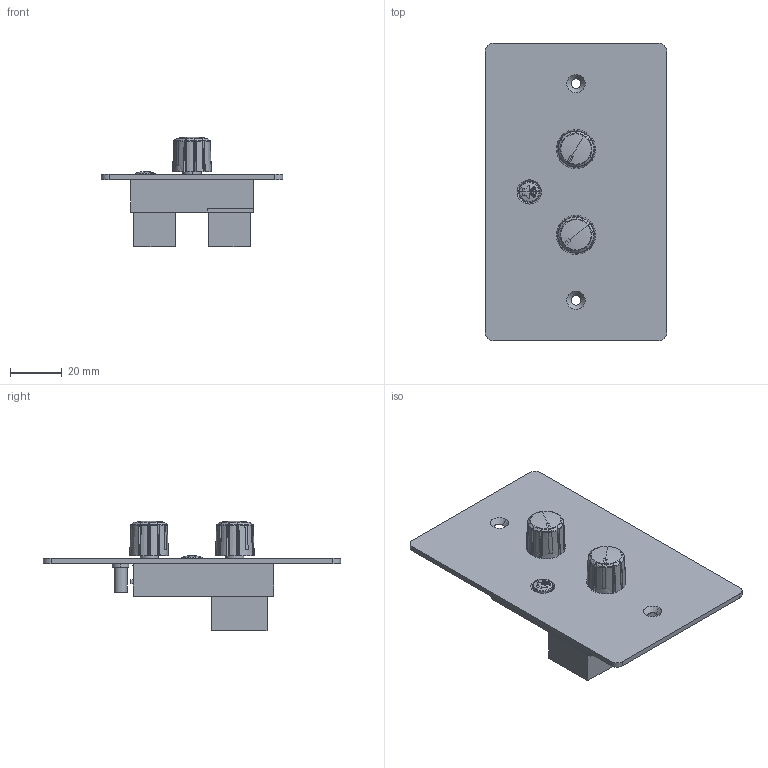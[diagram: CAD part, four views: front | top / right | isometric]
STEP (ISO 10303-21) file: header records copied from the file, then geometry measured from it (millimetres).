
FILE_DESCRIPTION (( 'STEP AP214' ), '1' );
FILE_NAME ('MZ-C2 US.STEP', '2023-03-31T09:29:56', ( '' ), ( '' ), 'SwSTEP 2.0', 'SolidWorks 2022', '' );
FILE_SCHEMA (( 'AUTOMOTIVE_DESIGN' ));
Length unit declared in the file: millimetre
Products named in the file (1): MZ-C2 US
Bounding box: 69.85 x 114.3 x 42.29 mm (x, y, z)
Volume: 60072.5 mm3; surface area: 25687.4 mm2
Topology: 9 solids, 9 shells, 652 faces, 1745 edges, 1111 vertices
Faces by surface type: plane 238, bspline 199, cylinder 85, cone 66, torus 56, sphere 8
Entity records: 30968 total; most frequent: CARTESIAN_POINT 9275, ORIENTED_EDGE 3470, DIRECTION 2488, EDGE_CURVE 1735, VERTEX_POINT 1111, AXIS2_PLACEMENT_3D 956, EDGE_LOOP 676, FACE_OUTER_BOUND 652
